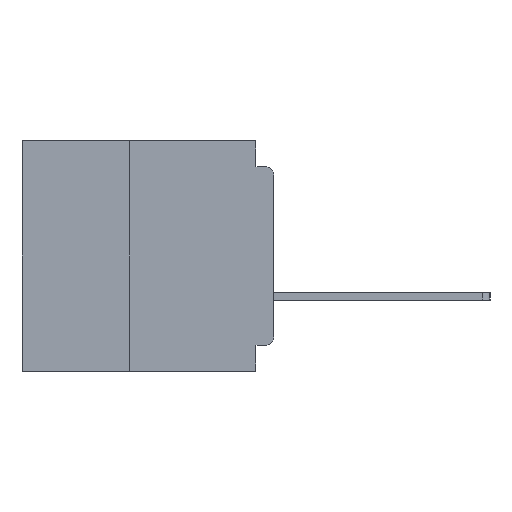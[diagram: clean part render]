
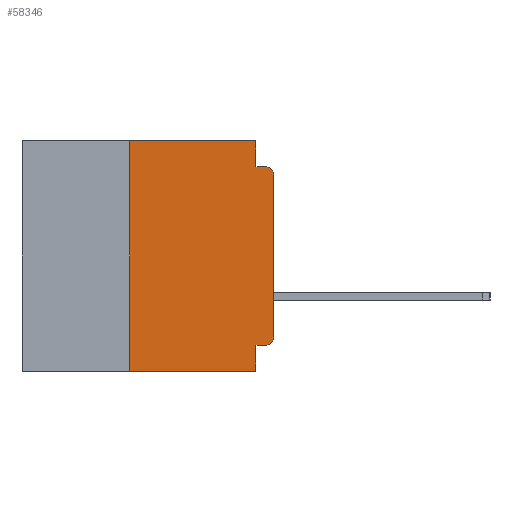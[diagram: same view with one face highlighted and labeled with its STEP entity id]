
A CAD part, left-side view. The second image highlights one B-rep face of the part: STEP entity #58346.
In plain terms, the highlighted planar face has unit normal (-1, 0, 0).
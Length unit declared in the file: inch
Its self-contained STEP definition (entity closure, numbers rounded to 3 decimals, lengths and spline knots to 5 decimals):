
#859 = CARTESIAN_POINT ( 'NONE',  ( 0., 0.015, -0.045 ) ) ;
#1419 = CARTESIAN_POINT ( 'NONE',  ( 0., 0.25, -0.4 ) ) ;
#1699 = PLANE ( 'NONE',  #30981 ) ;
#2461 = DIRECTION ( 'NONE',  ( 0., 0., 1. ) ) ;
#3084 = ORIENTED_EDGE ( 'NONE', *, *, #56413, .T. ) ;
#3787 = ORIENTED_EDGE ( 'NONE', *, *, #60264, .F. ) ;
#3827 = VECTOR ( 'NONE', #29871, 39.37008 ) ;
#5070 = EDGE_CURVE ( 'NONE', #26611, #6728, #51770, .T. ) ;
#5497 = EDGE_CURVE ( 'NONE', #32325, #11040, #37352, .T. ) ;
#6023 = EDGE_CURVE ( 'NONE', #32325, #30464, #58414, .T. ) ;
#6728 = VERTEX_POINT ( 'NONE', #859 ) ;
#8333 = VECTOR ( 'NONE', #2461, 39.37008 ) ;
#8567 = EDGE_LOOP ( 'NONE', ( #3084, #17397, #11525, #57372, #60780, #19602, #15087, #3787, #22221, #38542 ) ) ;
#9411 = CARTESIAN_POINT ( 'NONE',  ( 0., 0., -0.06 ) ) ;
#9989 = CARTESIAN_POINT ( 'NONE',  ( 0., 0.015, -0.34 ) ) ;
#10167 = CARTESIAN_POINT ( 'NONE',  ( 0., 0.437, -0.4 ) ) ;
#11040 = VERTEX_POINT ( 'NONE', #47648 ) ;
#11525 = ORIENTED_EDGE ( 'NONE', *, *, #49770, .F. ) ;
#11536 = DIRECTION ( 'NONE',  ( 1., 0., 0. ) ) ;
#11614 = VECTOR ( 'NONE', #30290, 39.37008 ) ;
#12385 = CARTESIAN_POINT ( 'NONE',  ( 0., 0.015, -0.06 ) ) ;
#13194 = CARTESIAN_POINT ( 'NONE',  ( 0., 0., -0.355 ) ) ;
#13224 = CARTESIAN_POINT ( 'NONE',  ( 0., 0.031, -0.355 ) ) ;
#14844 = DIRECTION ( 'NONE',  ( 0., 0., -1. ) ) ;
#14850 = CARTESIAN_POINT ( 'NONE',  ( 0., 0., -0.34 ) ) ;
#15087 = ORIENTED_EDGE ( 'NONE', *, *, #6023, .T. ) ;
#17235 = DIRECTION ( 'NONE',  ( 0., 0., -1. ) ) ;
#17397 = ORIENTED_EDGE ( 'NONE', *, *, #5070, .T. ) ;
#19093 = DIRECTION ( 'NONE',  ( 0., 0., -1. ) ) ;
#19602 = ORIENTED_EDGE ( 'NONE', *, *, #5497, .F. ) ;
#20206 = EDGE_CURVE ( 'NONE', #31123, #38230, #47430, .T. ) ;
#22221 = ORIENTED_EDGE ( 'NONE', *, *, #32651, .F. ) ;
#22355 = DIRECTION ( 'NONE',  ( 0., 0., -1. ) ) ;
#23894 = VECTOR ( 'NONE', #58556, 39.37008 ) ;
#23971 = CARTESIAN_POINT ( 'NONE',  ( 0., 0.031, 0. ) ) ;
#24803 = CARTESIAN_POINT ( 'NONE',  ( 0., 0.437, 0. ) ) ;
#25238 = CARTESIAN_POINT ( 'NONE',  ( 0., 0.031, 0. ) ) ;
#26611 = VERTEX_POINT ( 'NONE', #9411 ) ;
#27410 = VERTEX_POINT ( 'NONE', #37391 ) ;
#29612 = DIRECTION ( 'NONE',  ( 0., -1., 0. ) ) ;
#29871 = DIRECTION ( 'NONE',  ( 0., -1., 0. ) ) ;
#29931 = CARTESIAN_POINT ( 'NONE',  ( 0., 0.25, -0.4 ) ) ;
#30290 = DIRECTION ( 'NONE',  ( 0., 0., 1. ) ) ;
#30464 = VERTEX_POINT ( 'NONE', #39855 ) ;
#30981 = AXIS2_PLACEMENT_3D ( 'NONE', #40492, #11536, #45361 ) ;
#31123 = VERTEX_POINT ( 'NONE', #25238 ) ;
#31331 = LINE ( 'NONE', #46420, #57027 ) ;
#32325 = VERTEX_POINT ( 'NONE', #29931 ) ;
#32651 = EDGE_CURVE ( 'NONE', #27410, #47672, #35775, .T. ) ;
#32777 = VECTOR ( 'NONE', #29612, 39.37008 ) ;
#35191 = VERTEX_POINT ( 'NONE', #14850 ) ;
#35775 = LINE ( 'NONE', #13194, #59883 ) ;
#37352 = LINE ( 'NONE', #1419, #11614 ) ;
#37391 = CARTESIAN_POINT ( 'NONE',  ( 0., 0.015, -0.355 ) ) ;
#38230 = VERTEX_POINT ( 'NONE', #58517 ) ;
#38542 = ORIENTED_EDGE ( 'NONE', *, *, #52399, .T. ) ;
#39855 = CARTESIAN_POINT ( 'NONE',  ( 0., 0.031, -0.4 ) ) ;
#40037 = AXIS2_PLACEMENT_3D ( 'NONE', #9989, #43789, #14844 ) ;
#40492 = CARTESIAN_POINT ( 'NONE',  ( 0., 0.437, 0. ) ) ;
#41337 = CIRCLE ( 'NONE', #40037, 0.015 ) ;
#42149 = DIRECTION ( 'NONE',  ( 0., 1., 0. ) ) ;
#43699 = FACE_OUTER_BOUND ( 'NONE', #8567, .T. ) ;
#43789 = DIRECTION ( 'NONE',  ( -1., 0., 0. ) ) ;
#44360 = EDGE_CURVE ( 'NONE', #11040, #31123, #60807, .T. ) ;
#45361 = DIRECTION ( 'NONE',  ( 0., 0., -1. ) ) ;
#46187 = DIRECTION ( 'NONE',  ( -1., 0., 0. ) ) ;
#46420 = CARTESIAN_POINT ( 'NONE',  ( 0., 0.031, -0.4 ) ) ;
#47430 = LINE ( 'NONE', #23971, #61688 ) ;
#47648 = CARTESIAN_POINT ( 'NONE',  ( 0., 0.25, 0. ) ) ;
#47672 = VERTEX_POINT ( 'NONE', #13224 ) ;
#49770 = EDGE_CURVE ( 'NONE', #38230, #6728, #55186, .T. ) ;
#51770 = CIRCLE ( 'NONE', #58564, 0.015 ) ;
#52399 = EDGE_CURVE ( 'NONE', #27410, #35191, #41337, .T. ) ;
#53941 = CARTESIAN_POINT ( 'NONE',  ( 0., 0., -0.045 ) ) ;
#55186 = LINE ( 'NONE', #53941, #3827 ) ;
#56413 = EDGE_CURVE ( 'NONE', #35191, #26611, #59660, .T. ) ;
#57027 = VECTOR ( 'NONE', #22355, 39.37008 ) ;
#57372 = ORIENTED_EDGE ( 'NONE', *, *, #20206, .F. ) ;
#58346 = ADVANCED_FACE ( 'NONE', ( #43699 ), #1699, .F. ) ;
#58414 = LINE ( 'NONE', #10167, #32777 ) ;
#58517 = CARTESIAN_POINT ( 'NONE',  ( 0., 0.031, -0.045 ) ) ;
#58556 = DIRECTION ( 'NONE',  ( 0., -1., 0. ) ) ;
#58564 = AXIS2_PLACEMENT_3D ( 'NONE', #12385, #46187, #17235 ) ;
#59660 = LINE ( 'NONE', #60211, #8333 ) ;
#59883 = VECTOR ( 'NONE', #42149, 39.37008 ) ;
#60211 = CARTESIAN_POINT ( 'NONE',  ( 0., 0., 0. ) ) ;
#60264 = EDGE_CURVE ( 'NONE', #47672, #30464, #31331, .T. ) ;
#60780 = ORIENTED_EDGE ( 'NONE', *, *, #44360, .F. ) ;
#60807 = LINE ( 'NONE', #24803, #23894 ) ;
#61688 = VECTOR ( 'NONE', #19093, 39.37008 ) ;
